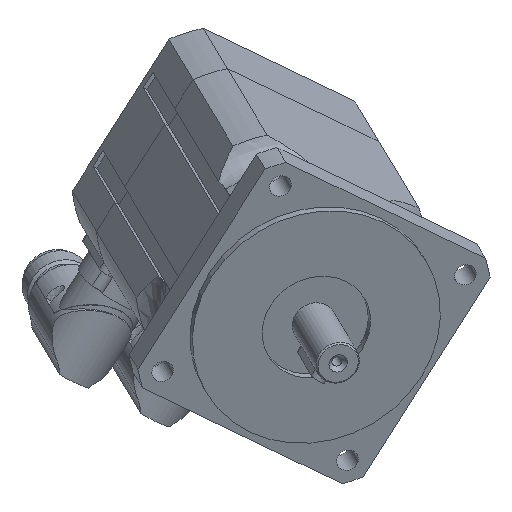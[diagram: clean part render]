
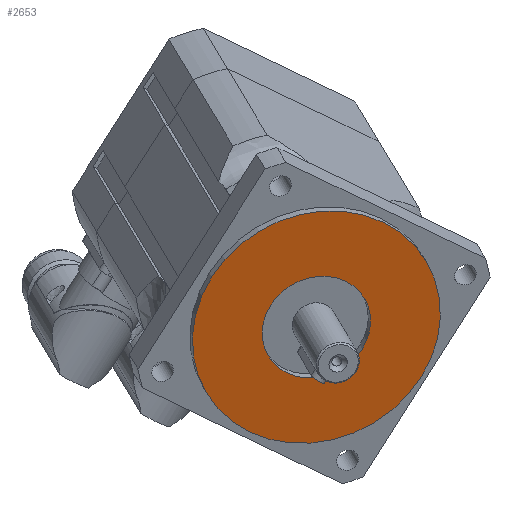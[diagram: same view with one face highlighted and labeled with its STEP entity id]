
A CAD part, isometric view. The second image highlights one B-rep face of the part: STEP entity #2653.
In plain terms, the highlighted face is planar.
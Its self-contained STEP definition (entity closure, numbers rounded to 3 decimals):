
#199=PLANE('',#2822);
#273=CIRCLE('',#2817,17.5);
#274=CIRCLE('',#2820,40.);
#870=VERTEX_POINT('',#4517);
#871=VERTEX_POINT('',#4521);
#1186=EDGE_CURVE('',#870,#870,#273,.T.);
#1187=EDGE_CURVE('',#871,#871,#274,.T.);
#1617=ORIENTED_EDGE('',*,*,#1187,.F.);
#1618=ORIENTED_EDGE('',*,*,#1186,.T.);
#2250=EDGE_LOOP('',(#1617));
#2251=EDGE_LOOP('',(#1618));
#2458=FACE_BOUND('',#2250,.T.);
#2459=FACE_BOUND('',#2251,.T.);
#2653=ADVANCED_FACE('',(#2458,#2459),#199,.F.);
#2817=AXIS2_PLACEMENT_3D('',#4516,#3186,#3187);
#2820=AXIS2_PLACEMENT_3D('',#4520,#3191,#3192);
#2822=AXIS2_PLACEMENT_3D('',#4524,#3195,$);
#3186=DIRECTION('',(0.,0.,-1.));
#3187=DIRECTION('',(-17.5,0.,0.));
#3191=DIRECTION('',(0.,0.,-1.));
#3192=DIRECTION('',(-40.,0.,0.));
#3195=DIRECTION('',(0.,0.,-1.));
#4516=CARTESIAN_POINT('',(0.,0.,177.));
#4517=CARTESIAN_POINT('',(17.5,0.,177.));
#4520=CARTESIAN_POINT('',(0.,0.,177.));
#4521=CARTESIAN_POINT('',(40.,0.,177.));
#4524=CARTESIAN_POINT('',(0.,0.,177.));
